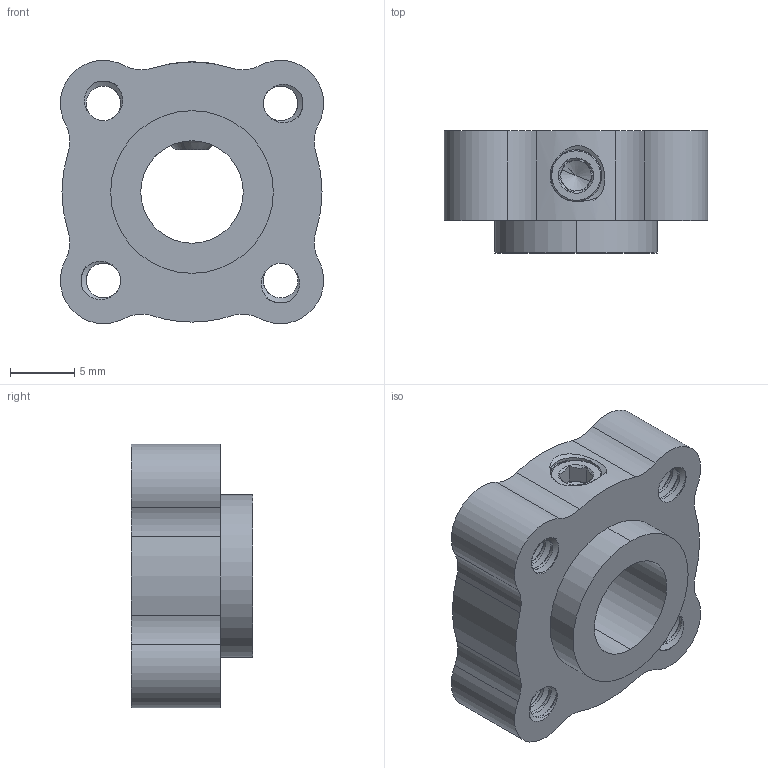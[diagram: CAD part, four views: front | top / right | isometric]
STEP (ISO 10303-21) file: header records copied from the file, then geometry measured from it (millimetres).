
FILE_DESCRIPTION (( 'STEP AP203' ), '1' );
FILE_NAME ('545636 assembly.STEP', '2016-08-17T18:46:08', ( '' ), ( '' ), 'SwSTEP 2.0', 'SolidWorks 2014', '' );
FILE_SCHEMA (( 'CONFIG_CONTROL_DESIGN' ));
Length unit declared in the file: inch
Products named in the file (3): 545636 assembly; 545636; 632138_91375A438
Assembly tree (2 placements, depth 2):
  545636 assembly
    545636
    632138_91375A438
Bounding box: 20.57 x 9.53 x 20.57 mm (x, y, z)
Volume: 2368.9 mm3; surface area: 2220.2 mm2
Topology: 2 solids, 2 shells, 272 faces, 784 edges, 513 vertices
Faces by surface type: cylinder 224, plane 16, bspline 16, cone 16
Entity records: 19665 total; most frequent: CARTESIAN_POINT 13496, ORIENTED_EDGE 1560, DIRECTION 940, EDGE_CURVE 780, VERTEX_POINT 513, AXIS2_PLACEMENT_3D 351, EDGE_LOOP 285, ADVANCED_FACE 272
